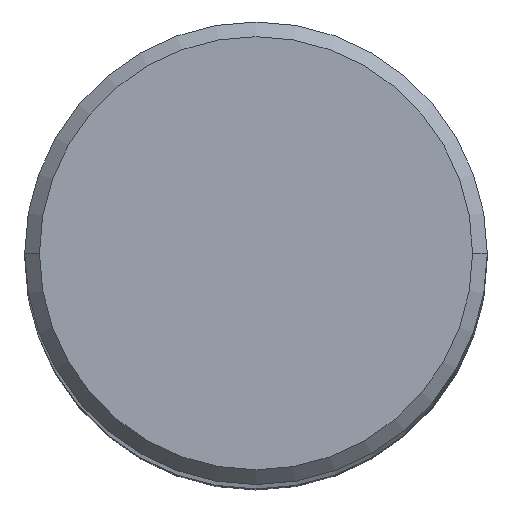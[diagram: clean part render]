
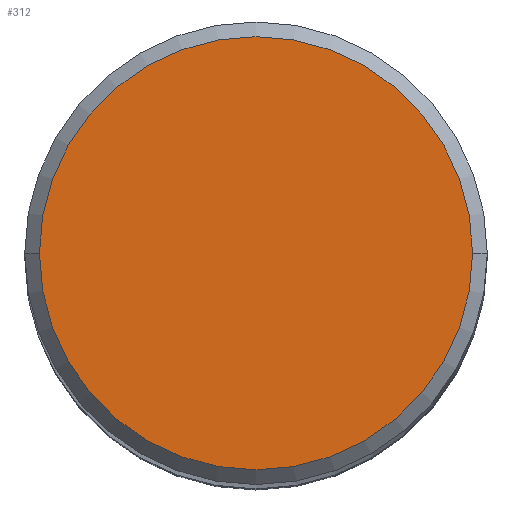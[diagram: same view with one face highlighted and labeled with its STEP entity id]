
A CAD part, top view. The second image highlights one B-rep face of the part: STEP entity #312.
In plain terms, the highlighted planar face has unit normal (0, 0, 1).
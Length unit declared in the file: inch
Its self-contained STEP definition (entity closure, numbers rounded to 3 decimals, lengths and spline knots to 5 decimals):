
#16 = DIRECTION ( 'NONE',  ( 1., 0., 0. ) ) ;
#24 = EDGE_CURVE ( 'NONE', #127, #317, #407, .T. ) ;
#31 = CARTESIAN_POINT ( 'NONE',  ( 0., 0., 3.26772 ) ) ;
#34 = CIRCLE ( 'NONE', #321, 0.22122 ) ;
#35 = DIRECTION ( 'NONE',  ( 1., 0., 0. ) ) ;
#40 = CARTESIAN_POINT ( 'NONE',  ( -0.22122, 0., 3.26772 ) ) ;
#49 = CARTESIAN_POINT ( 'NONE',  ( 0., 0., 3.26772 ) ) ;
#72 = FACE_OUTER_BOUND ( 'NONE', #369, .T. ) ;
#80 = AXIS2_PLACEMENT_3D ( 'NONE', #31, #409, #335 ) ;
#121 = EDGE_CURVE ( 'NONE', #317, #127, #34, .T. ) ;
#127 = VERTEX_POINT ( 'NONE', #145 ) ;
#145 = CARTESIAN_POINT ( 'NONE',  ( 0.22122, 0., 3.26772 ) ) ;
#181 = DIRECTION ( 'NONE',  ( 0., 0., 1. ) ) ;
#190 = ORIENTED_EDGE ( 'NONE', *, *, #24, .T. ) ;
#242 = DIRECTION ( 'NONE',  ( 0., 0., 1. ) ) ;
#263 = ORIENTED_EDGE ( 'NONE', *, *, #121, .T. ) ;
#312 = ADVANCED_FACE ( 'NONE', ( #72 ), #371, .T. ) ;
#317 = VERTEX_POINT ( 'NONE', #40 ) ;
#321 = AXIS2_PLACEMENT_3D ( 'NONE', #49, #181, #16 ) ;
#335 = DIRECTION ( 'NONE',  ( 1., 0., 0. ) ) ;
#369 = EDGE_LOOP ( 'NONE', ( #263, #190 ) ) ;
#371 = PLANE ( 'NONE',  #408 ) ;
#391 = CARTESIAN_POINT ( 'NONE',  ( 0., 0., 3.26772 ) ) ;
#407 = CIRCLE ( 'NONE', #80, 0.22122 ) ;
#408 = AXIS2_PLACEMENT_3D ( 'NONE', #391, #242, #35 ) ;
#409 = DIRECTION ( 'NONE',  ( 0., 0., 1. ) ) ;
